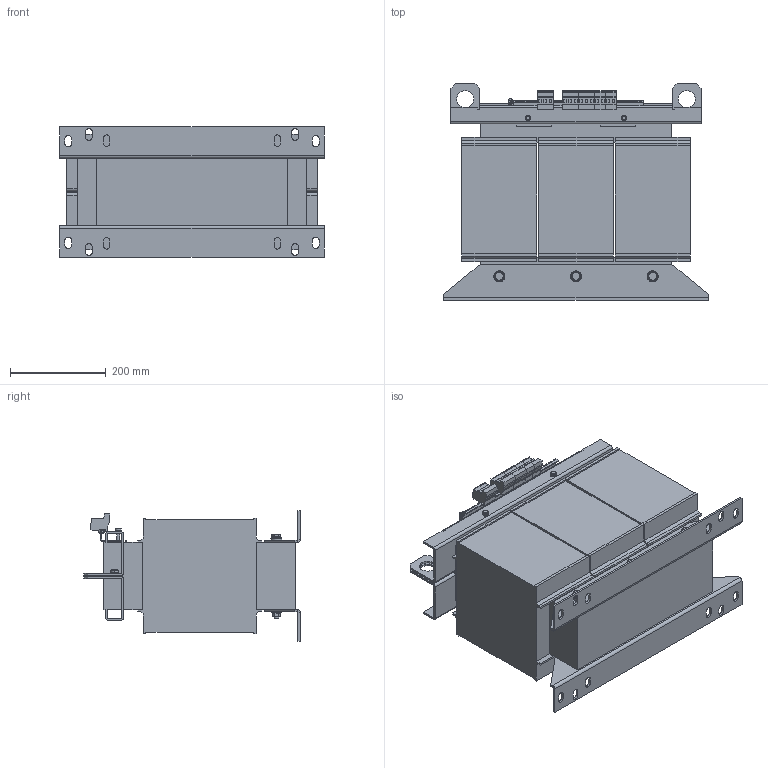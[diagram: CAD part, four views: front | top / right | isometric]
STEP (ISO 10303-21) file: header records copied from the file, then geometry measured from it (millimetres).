
FILE_DESCRIPTION (( 'STEP AP214' ), '1' );
FILE_NAME ('202580.STEP', '2020-05-28T18:48:14', ( '' ), ( '' ), 'SwSTEP 2.0', 'SolidWorks 2018', '' );
FILE_SCHEMA (( 'AUTOMOTIVE_DESIGN' ));
Length unit declared in the file: millimetre
Products named in the file (1): 202580
Bounding box: 552 x 452 x 272 mm (x, y, z)
Volume: 36525115.4 mm3; surface area: 1496476.7 mm2
Topology: 1 solids, 1 shells, 1149 faces, 2984 edges, 1840 vertices
Faces by surface type: plane 825, cylinder 210, cone 56, torus 32, bspline 18, sphere 8
Entity records: 35597 total; most frequent: CARTESIAN_POINT 7300, ORIENTED_EDGE 5964, DIRECTION 5669, EDGE_CURVE 2982, VECTOR 2263, LINE 2263, VERTEX_POINT 1840, AXIS2_PLACEMENT_3D 1703
